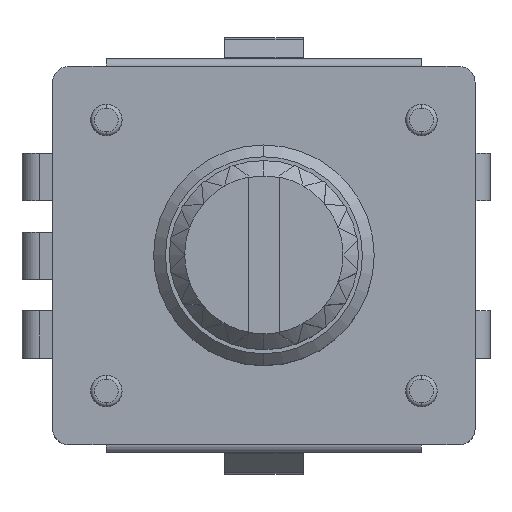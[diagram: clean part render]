
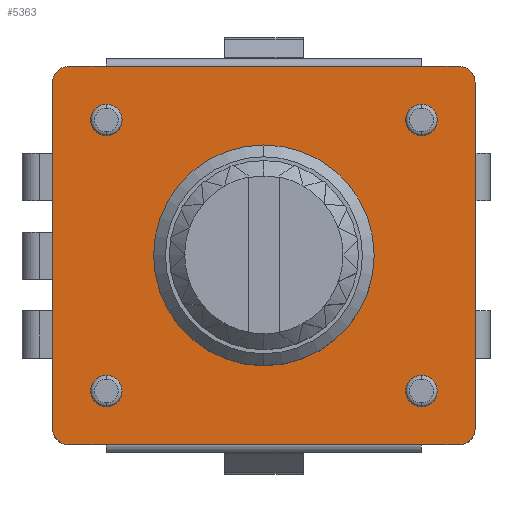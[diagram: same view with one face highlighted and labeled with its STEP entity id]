
A CAD part, top view. The second image highlights one B-rep face of the part: STEP entity #5363.
In plain terms, the highlighted planar face has unit normal (0, 0, 1).
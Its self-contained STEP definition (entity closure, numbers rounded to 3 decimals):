
#514 = VERTEX_POINT('',#515);
#515 = CARTESIAN_POINT('',(12.525,3.528,6.7
    ));
#523 = VERTEX_POINT('',#524);
#524 = CARTESIAN_POINT('',(13.725,3.528,6.7
    ));
#530 = EDGE_CURVE('',#523,#514,#531,.T.);
#531 = LINE('',#532,#533);
#532 = CARTESIAN_POINT('',(13.725,3.528,6.7
    ));
#533 = VECTOR('',#534,1.);
#534 = DIRECTION('',(-1.,0.,0.));
#545 = VERTEX_POINT('',#546);
#546 = CARTESIAN_POINT('',(2.525,3.528,6.7)
  );
#552 = EDGE_CURVE('',#545,#553,#555,.T.);
#553 = VERTEX_POINT('',#554);
#554 = CARTESIAN_POINT('',(1.325,3.528,6.7)
  );
#555 = LINE('',#556,#557);
#556 = CARTESIAN_POINT('',(2.525,3.528,6.7)
  );
#557 = VECTOR('',#558,1.);
#558 = DIRECTION('',(-1.,0.,0.));
#646 = VERTEX_POINT('',#647);
#647 = CARTESIAN_POINT('',(12.525,-8.472,
    6.7));
#5312 = VERTEX_POINT('',#5313);
#5313 = CARTESIAN_POINT('',(2.525,-8.472,
    6.7));
#5353 = EDGE_CURVE('',#514,#545,#5354,.T.);
#5354 = LINE('',#5355,#5356);
#5355 = CARTESIAN_POINT('',(12.525,3.528,
    6.7));
#5356 = VECTOR('',#5357,1.);
#5357 = DIRECTION('',(-1.,0.,0.));
#5363 = ADVANCED_FACE('',(#5364,#5439,#5459,#5479,#5499,#5519),#5539,.T.
  );
#5364 = FACE_BOUND('',#5365,.F.);
#5365 = EDGE_LOOP('',(#5366,#5367,#5368,#5377,#5385,#5394,#5400,#5406,
    #5414,#5423,#5431,#5438));
#5366 = ORIENTED_EDGE('',*,*,#5353,.F.);
#5367 = ORIENTED_EDGE('',*,*,#530,.F.);
#5368 = ORIENTED_EDGE('',*,*,#5369,.F.);
#5369 = EDGE_CURVE('',#5370,#523,#5372,.T.);
#5370 = VERTEX_POINT('',#5371);
#5371 = CARTESIAN_POINT('',(14.225,3.028,
    6.7));
#5372 = CIRCLE('',#5373,0.5);
#5373 = AXIS2_PLACEMENT_3D('',#5374,#5375,#5376);
#5374 = CARTESIAN_POINT('',(13.725,3.028,
    6.7));
#5375 = DIRECTION('',(0.,0.,1.));
#5376 = DIRECTION('',(1.,0.,0.));
#5377 = ORIENTED_EDGE('',*,*,#5378,.F.);
#5378 = EDGE_CURVE('',#5379,#5370,#5381,.T.);
#5379 = VERTEX_POINT('',#5380);
#5380 = CARTESIAN_POINT('',(14.225,-7.972,
    6.7));
#5381 = LINE('',#5382,#5383);
#5382 = CARTESIAN_POINT('',(14.225,-7.972,
    6.7));
#5383 = VECTOR('',#5384,1.);
#5384 = DIRECTION('',(0.,1.,0.));
#5385 = ORIENTED_EDGE('',*,*,#5386,.F.);
#5386 = EDGE_CURVE('',#5387,#5379,#5389,.T.);
#5387 = VERTEX_POINT('',#5388);
#5388 = CARTESIAN_POINT('',(13.725,-8.472,
    6.7));
#5389 = CIRCLE('',#5390,0.5);
#5390 = AXIS2_PLACEMENT_3D('',#5391,#5392,#5393);
#5391 = CARTESIAN_POINT('',(13.725,-7.972,
    6.7));
#5392 = DIRECTION('',(0.,0.,1.));
#5393 = DIRECTION('',(0.,-1.,0.));
#5394 = ORIENTED_EDGE('',*,*,#5395,.F.);
#5395 = EDGE_CURVE('',#646,#5387,#5396,.T.);
#5396 = LINE('',#5397,#5398);
#5397 = CARTESIAN_POINT('',(12.525,-8.472,
    6.7));
#5398 = VECTOR('',#5399,1.);
#5399 = DIRECTION('',(1.,0.,0.));
#5400 = ORIENTED_EDGE('',*,*,#5401,.T.);
#5401 = EDGE_CURVE('',#646,#5312,#5402,.T.);
#5402 = LINE('',#5403,#5404);
#5403 = CARTESIAN_POINT('',(12.525,-8.472,
    6.7));
#5404 = VECTOR('',#5405,1.);
#5405 = DIRECTION('',(-1.,0.,0.));
#5406 = ORIENTED_EDGE('',*,*,#5407,.F.);
#5407 = EDGE_CURVE('',#5408,#5312,#5410,.T.);
#5408 = VERTEX_POINT('',#5409);
#5409 = CARTESIAN_POINT('',(1.325,-8.472,
    6.7));
#5410 = LINE('',#5411,#5412);
#5411 = CARTESIAN_POINT('',(1.325,-8.472,
    6.7));
#5412 = VECTOR('',#5413,1.);
#5413 = DIRECTION('',(1.,0.,0.));
#5414 = ORIENTED_EDGE('',*,*,#5415,.F.);
#5415 = EDGE_CURVE('',#5416,#5408,#5418,.T.);
#5416 = VERTEX_POINT('',#5417);
#5417 = CARTESIAN_POINT('',(0.825,-7.972,
    6.7));
#5418 = CIRCLE('',#5419,0.5);
#5419 = AXIS2_PLACEMENT_3D('',#5420,#5421,#5422);
#5420 = CARTESIAN_POINT('',(1.325,-7.972,
    6.7));
#5421 = DIRECTION('',(0.,0.,1.));
#5422 = DIRECTION('',(-1.,0.,0.));
#5423 = ORIENTED_EDGE('',*,*,#5424,.F.);
#5424 = EDGE_CURVE('',#5425,#5416,#5427,.T.);
#5425 = VERTEX_POINT('',#5426);
#5426 = CARTESIAN_POINT('',(0.825,3.028,6.7
    ));
#5427 = LINE('',#5428,#5429);
#5428 = CARTESIAN_POINT('',(0.825,3.028,6.7
    ));
#5429 = VECTOR('',#5430,1.);
#5430 = DIRECTION('',(0.,-1.,0.));
#5431 = ORIENTED_EDGE('',*,*,#5432,.F.);
#5432 = EDGE_CURVE('',#553,#5425,#5433,.T.);
#5433 = CIRCLE('',#5434,0.5);
#5434 = AXIS2_PLACEMENT_3D('',#5435,#5436,#5437);
#5435 = CARTESIAN_POINT('',(1.325,3.028,6.7
    ));
#5436 = DIRECTION('',(0.,0.,1.));
#5437 = DIRECTION('',(0.,1.,0.));
#5438 = ORIENTED_EDGE('',*,*,#552,.F.);
#5439 = FACE_BOUND('',#5440,.F.);
#5440 = EDGE_LOOP('',(#5441,#5452));
#5441 = ORIENTED_EDGE('',*,*,#5442,.T.);
#5442 = EDGE_CURVE('',#5443,#5445,#5447,.T.);
#5443 = VERTEX_POINT('',#5444);
#5444 = CARTESIAN_POINT('',(7.525,-5.972,
    6.7));
#5445 = VERTEX_POINT('',#5446);
#5446 = CARTESIAN_POINT('',(7.525,1.028,6.7
    ));
#5447 = CIRCLE('',#5448,3.5);
#5448 = AXIS2_PLACEMENT_3D('',#5449,#5450,#5451);
#5449 = CARTESIAN_POINT('',(7.525,-2.472,
    6.7));
#5450 = DIRECTION('',(0.,0.,1.));
#5451 = DIRECTION('',(0.,-1.,0.));
#5452 = ORIENTED_EDGE('',*,*,#5453,.T.);
#5453 = EDGE_CURVE('',#5445,#5443,#5454,.T.);
#5454 = CIRCLE('',#5455,3.5);
#5455 = AXIS2_PLACEMENT_3D('',#5456,#5457,#5458);
#5456 = CARTESIAN_POINT('',(7.525,-2.472,
    6.7));
#5457 = DIRECTION('',(0.,0.,1.));
#5458 = DIRECTION('',(0.,1.,0.));
#5459 = FACE_BOUND('',#5460,.F.);
#5460 = EDGE_LOOP('',(#5461,#5472));
#5461 = ORIENTED_EDGE('',*,*,#5462,.T.);
#5462 = EDGE_CURVE('',#5463,#5465,#5467,.T.);
#5463 = VERTEX_POINT('',#5464);
#5464 = CARTESIAN_POINT('',(12.525,1.328,
    6.7));
#5465 = VERTEX_POINT('',#5466);
#5466 = CARTESIAN_POINT('',(12.525,2.328,
    6.7));
#5467 = CIRCLE('',#5468,0.5);
#5468 = AXIS2_PLACEMENT_3D('',#5469,#5470,#5471);
#5469 = CARTESIAN_POINT('',(12.525,1.828,
    6.7));
#5470 = DIRECTION('',(0.,0.,1.));
#5471 = DIRECTION('',(0.,-1.,0.));
#5472 = ORIENTED_EDGE('',*,*,#5473,.T.);
#5473 = EDGE_CURVE('',#5465,#5463,#5474,.T.);
#5474 = CIRCLE('',#5475,0.5);
#5475 = AXIS2_PLACEMENT_3D('',#5476,#5477,#5478);
#5476 = CARTESIAN_POINT('',(12.525,1.828,
    6.7));
#5477 = DIRECTION('',(0.,0.,1.));
#5478 = DIRECTION('',(0.,1.,0.));
#5479 = FACE_BOUND('',#5480,.F.);
#5480 = EDGE_LOOP('',(#5481,#5492));
#5481 = ORIENTED_EDGE('',*,*,#5482,.T.);
#5482 = EDGE_CURVE('',#5483,#5485,#5487,.T.);
#5483 = VERTEX_POINT('',#5484);
#5484 = CARTESIAN_POINT('',(12.525,-7.272,
    6.7));
#5485 = VERTEX_POINT('',#5486);
#5486 = CARTESIAN_POINT('',(12.525,-6.272,
    6.7));
#5487 = CIRCLE('',#5488,0.5);
#5488 = AXIS2_PLACEMENT_3D('',#5489,#5490,#5491);
#5489 = CARTESIAN_POINT('',(12.525,-6.772,
    6.7));
#5490 = DIRECTION('',(0.,0.,1.));
#5491 = DIRECTION('',(0.,-1.,0.));
#5492 = ORIENTED_EDGE('',*,*,#5493,.T.);
#5493 = EDGE_CURVE('',#5485,#5483,#5494,.T.);
#5494 = CIRCLE('',#5495,0.5);
#5495 = AXIS2_PLACEMENT_3D('',#5496,#5497,#5498);
#5496 = CARTESIAN_POINT('',(12.525,-6.772,
    6.7));
#5497 = DIRECTION('',(0.,0.,1.));
#5498 = DIRECTION('',(0.,1.,0.));
#5499 = FACE_BOUND('',#5500,.F.);
#5500 = EDGE_LOOP('',(#5501,#5512));
#5501 = ORIENTED_EDGE('',*,*,#5502,.T.);
#5502 = EDGE_CURVE('',#5503,#5505,#5507,.T.);
#5503 = VERTEX_POINT('',#5504);
#5504 = CARTESIAN_POINT('',(2.525,1.328,6.7
    ));
#5505 = VERTEX_POINT('',#5506);
#5506 = CARTESIAN_POINT('',(2.525,2.328,6.7
    ));
#5507 = CIRCLE('',#5508,0.5);
#5508 = AXIS2_PLACEMENT_3D('',#5509,#5510,#5511);
#5509 = CARTESIAN_POINT('',(2.525,1.828,6.7
    ));
#5510 = DIRECTION('',(0.,0.,1.));
#5511 = DIRECTION('',(0.,-1.,0.));
#5512 = ORIENTED_EDGE('',*,*,#5513,.T.);
#5513 = EDGE_CURVE('',#5505,#5503,#5514,.T.);
#5514 = CIRCLE('',#5515,0.5);
#5515 = AXIS2_PLACEMENT_3D('',#5516,#5517,#5518);
#5516 = CARTESIAN_POINT('',(2.525,1.828,6.7
    ));
#5517 = DIRECTION('',(0.,0.,1.));
#5518 = DIRECTION('',(0.,1.,0.));
#5519 = FACE_BOUND('',#5520,.F.);
#5520 = EDGE_LOOP('',(#5521,#5532));
#5521 = ORIENTED_EDGE('',*,*,#5522,.T.);
#5522 = EDGE_CURVE('',#5523,#5525,#5527,.T.);
#5523 = VERTEX_POINT('',#5524);
#5524 = CARTESIAN_POINT('',(2.525,-7.272,
    6.7));
#5525 = VERTEX_POINT('',#5526);
#5526 = CARTESIAN_POINT('',(2.525,-6.272,
    6.7));
#5527 = CIRCLE('',#5528,0.5);
#5528 = AXIS2_PLACEMENT_3D('',#5529,#5530,#5531);
#5529 = CARTESIAN_POINT('',(2.525,-6.772,
    6.7));
#5530 = DIRECTION('',(0.,0.,1.));
#5531 = DIRECTION('',(0.,-1.,0.));
#5532 = ORIENTED_EDGE('',*,*,#5533,.T.);
#5533 = EDGE_CURVE('',#5525,#5523,#5534,.T.);
#5534 = CIRCLE('',#5535,0.5);
#5535 = AXIS2_PLACEMENT_3D('',#5536,#5537,#5538);
#5536 = CARTESIAN_POINT('',(2.525,-6.772,
    6.7));
#5537 = DIRECTION('',(0.,0.,1.));
#5538 = DIRECTION('',(0.,1.,0.));
#5539 = PLANE('',#5540);
#5540 = AXIS2_PLACEMENT_3D('',#5541,#5542,#5543);
#5541 = CARTESIAN_POINT('',(7.525,-2.472,
    6.7));
#5542 = DIRECTION('',(0.,0.,1.));
#5543 = DIRECTION('',(0.,-1.,0.));
